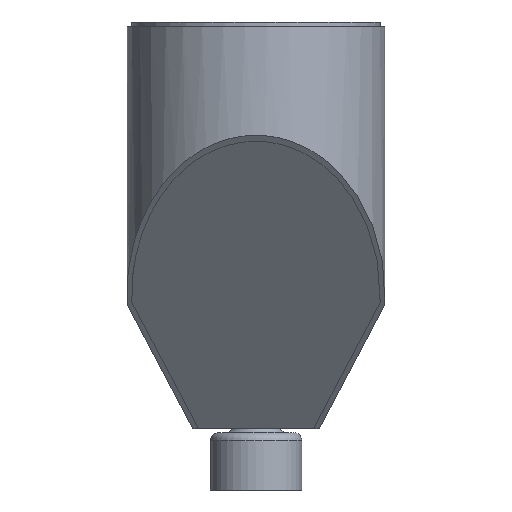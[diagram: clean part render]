
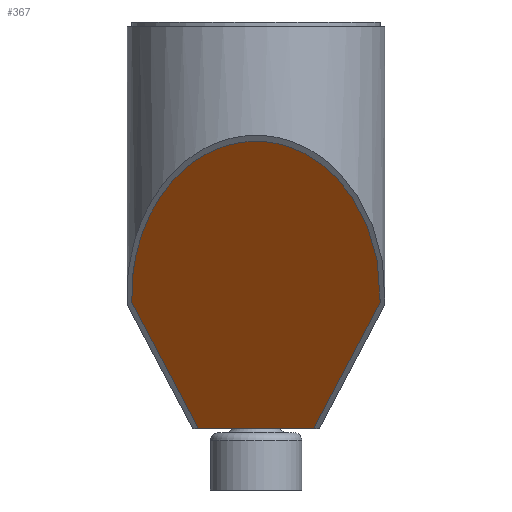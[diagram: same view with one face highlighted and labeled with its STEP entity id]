
A CAD part, front view. The second image highlights one B-rep face of the part: STEP entity #367.
In plain terms, the highlighted planar face has unit normal (0, -0.776, -0.63).
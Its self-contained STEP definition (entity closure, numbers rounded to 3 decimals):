
#190=ELLIPSE('',#1743,120.768,76.094);
#367=ADVANCED_FACE('',(#517),#439,.F.);
#439=PLANE('',#1746);
#517=FACE_OUTER_BOUND('',#595,.T.);
#595=EDGE_LOOP('',(#960,#961,#962,#963));
#960=ORIENTED_EDGE('',*,*,#1317,.T.);
#961=ORIENTED_EDGE('',*,*,#1315,.T.);
#962=ORIENTED_EDGE('',*,*,#1322,.F.);
#963=ORIENTED_EDGE('',*,*,#1319,.T.);
#1127=VERTEX_POINT('',#2559);
#1128=VERTEX_POINT('',#2561);
#1129=VERTEX_POINT('',#2565);
#1130=VERTEX_POINT('',#2569);
#1315=EDGE_CURVE('',#1128,#1127,#1474,.T.);
#1317=EDGE_CURVE('',#1129,#1128,#190,.T.);
#1319=EDGE_CURVE('',#1130,#1129,#1477,.T.);
#1322=EDGE_CURVE('',#1130,#1127,#1480,.T.);
#1474=LINE('',#2560,#1620);
#1477=LINE('',#2568,#1623);
#1480=LINE('',#2574,#1626);
#1620=VECTOR('',#2116,1.);
#1623=VECTOR('',#2125,1.);
#1626=VECTOR('',#2130,1.);
#1743=AXIS2_PLACEMENT_3D('',#2564,#2120,#2121);
#1746=AXIS2_PLACEMENT_3D('',#2575,#2131,#2132);
#2116=DIRECTION('',(0.378,0.583,-0.719));
#2120=DIRECTION('',(0.,-0.777,-0.63));
#2121=DIRECTION('',(0.,-0.63,0.777));
#2125=DIRECTION('',(0.378,-0.583,0.719));
#2130=DIRECTION('',(-1.,0.,0.));
#2131=DIRECTION('',(0.,0.777,0.63));
#2132=DIRECTION('',(0.,-0.63,0.777));
#2559=CARTESIAN_POINT('',(-35.214,142.823,-246.046));
#2560=CARTESIAN_POINT('',(-16.114,172.299,-282.373));
#2561=CARTESIAN_POINT('',(-76.,79.879,-168.474));
#2564=CARTESIAN_POINT('',(0.,76.094,-163.81));
#2565=CARTESIAN_POINT('',(76.,79.879,-168.474));
#2568=CARTESIAN_POINT('',(40.259,135.037,-236.451));
#2569=CARTESIAN_POINT('',(35.214,142.823,-246.046));
#2574=CARTESIAN_POINT('',(300.,142.823,-246.046));
#2575=CARTESIAN_POINT('',(300.,0.,-70.031));
